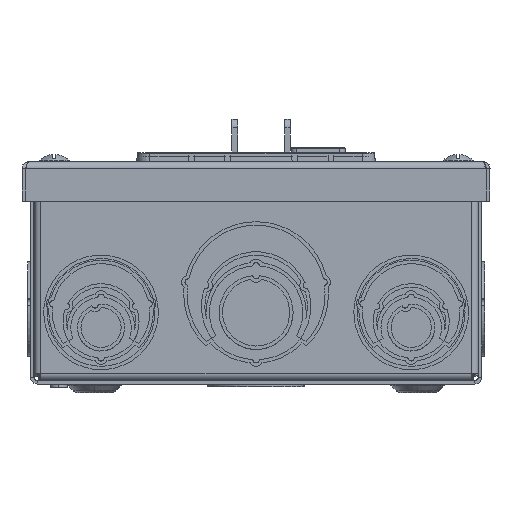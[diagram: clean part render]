
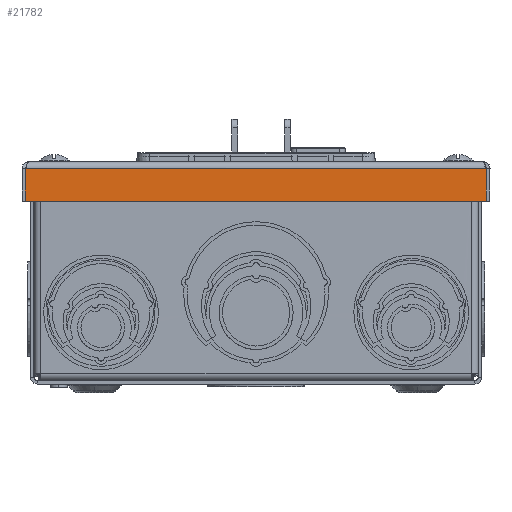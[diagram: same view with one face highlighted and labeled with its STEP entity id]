
A CAD part, front view. The second image highlights one B-rep face of the part: STEP entity #21782.
In plain terms, the highlighted planar face has unit normal (0, -1, 0).
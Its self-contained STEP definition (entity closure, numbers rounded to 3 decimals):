
#8108=DIRECTION('',(-1.,0.,0.));
#8109=VECTOR('',#8108,217.392);
#8110=CARTESIAN_POINT('',(214.988,-3.792,
-1.524));
#8111=LINE('',#8110,#8109);
#8112=CARTESIAN_POINT('',(-2.404,-3.736,-1.524));
#8134=DIRECTION('',(-1.,0.,0.));
#8135=VECTOR('',#8134,217.392);
#8136=CARTESIAN_POINT('',(214.988,-3.792,-17.018));
#8137=LINE('',#8136,#8135);
#8138=DIRECTION('',(0.,0.,-1.));
#8139=VECTOR('',#8138,15.494);
#8140=CARTESIAN_POINT('',(214.988,-3.792,
-1.524));
#8141=LINE('',#8140,#8139);
#8158=DIRECTION('',(0.,0.,-1.));
#8159=VECTOR('',#8158,15.494);
#8160=CARTESIAN_POINT('',(-2.404,-3.736,-1.524));
#8161=LINE('',#8160,#8159);
#17183=VERTEX_POINT('',#8112);
#17190=CARTESIAN_POINT('',(-2.404,-3.736,-17.018));
#17191=VERTEX_POINT('',#17190);
#17192=CARTESIAN_POINT('',(214.988,-3.792,-17.018));
#17193=VERTEX_POINT('',#17192);
#17194=CARTESIAN_POINT('',(214.988,-3.792,
-1.524));
#17195=VERTEX_POINT('',#17194);
#21768=CARTESIAN_POINT('',(106.292,-3.764,-9.271));
#21769=DIRECTION('',(0.,1.,0.));
#21770=DIRECTION('',(0.,0.,-1.));
#21771=AXIS2_PLACEMENT_3D('',#21768,#21769,#21770);
#21772=PLANE('',#21771);
#21774=ORIENTED_EDGE('',*,*,#21773,.T.);
#21776=ORIENTED_EDGE('',*,*,#21775,.F.);
#21777=ORIENTED_EDGE('',*,*,#21760,.F.);
#21779=ORIENTED_EDGE('',*,*,#21778,.T.);
#21780=EDGE_LOOP('',(#21774,#21776,#21777,#21779));
#21781=FACE_OUTER_BOUND('',#21780,.F.);
#21782=ADVANCED_FACE('',(#21781),#21772,.F.);
#21760=EDGE_CURVE('',#17195,#17183,#8111,.T.);
#21773=EDGE_CURVE('',#17193,#17191,#8137,.T.);
#21775=EDGE_CURVE('',#17183,#17191,#8161,.T.);
#21778=EDGE_CURVE('',#17195,#17193,#8141,.T.);
